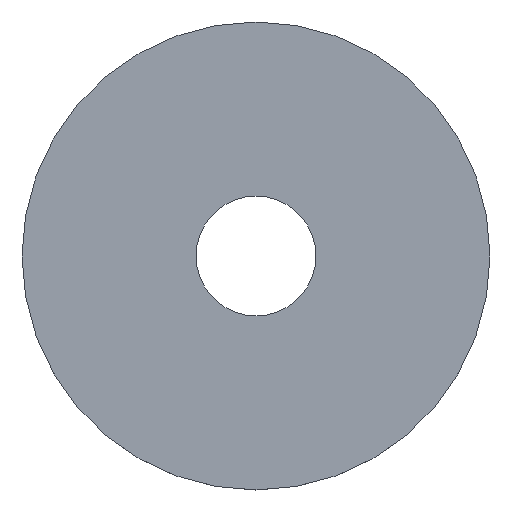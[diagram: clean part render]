
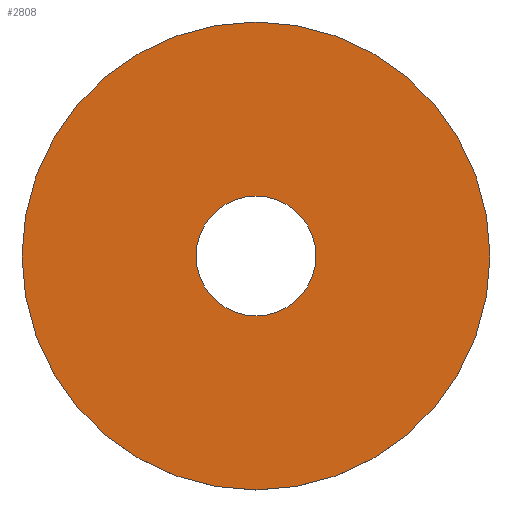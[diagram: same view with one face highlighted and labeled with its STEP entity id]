
A CAD part, top view. The second image highlights one B-rep face of the part: STEP entity #2808.
In plain terms, the highlighted planar face has unit normal (0, 0, 1).
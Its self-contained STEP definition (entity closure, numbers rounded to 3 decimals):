
#314 = VERTEX_POINT ( 'NONE', #6006 ) ;
#472 = CARTESIAN_POINT ( 'NONE',  ( 0., 0., 2.25 ) ) ;
#535 = EDGE_CURVE ( 'NONE', #5281, #1149, #5413, .T. ) ;
#979 = DIRECTION ( 'NONE',  ( 1., 0., 0. ) ) ;
#1149 = VERTEX_POINT ( 'NONE', #2798 ) ;
#1649 = CARTESIAN_POINT ( 'NONE',  ( 0., 0., 2.25 ) ) ;
#1950 = DIRECTION ( 'NONE',  ( 0., 0., 1. ) ) ;
#1984 = CIRCLE ( 'NONE', #4542, 40. ) ;
#2210 = DIRECTION ( 'NONE',  ( 0., 0., 1. ) ) ;
#2488 = CARTESIAN_POINT ( 'NONE',  ( 10.25, 0., 2.25 ) ) ;
#2787 = AXIS2_PLACEMENT_3D ( 'NONE', #1649, #3130, #4046 ) ;
#2798 = CARTESIAN_POINT ( 'NONE',  ( -40., 0., 2.25 ) ) ;
#2808 = ADVANCED_FACE ( 'NONE', ( #3176, #5280 ), #4305, .T. ) ;
#2862 = DIRECTION ( 'NONE',  ( 0., 0., 1. ) ) ;
#3027 = CIRCLE ( 'NONE', #5177, 10.25 ) ;
#3130 = DIRECTION ( 'NONE',  ( 0., 0., 1. ) ) ;
#3176 = FACE_BOUND ( 'NONE', #3862, .T. ) ;
#3186 = EDGE_CURVE ( 'NONE', #5956, #314, #3027, .T. ) ;
#3201 = CARTESIAN_POINT ( 'NONE',  ( 0., 0., 2.25 ) ) ;
#3458 = AXIS2_PLACEMENT_3D ( 'NONE', #3201, #2210, #5561 ) ;
#3847 = CARTESIAN_POINT ( 'NONE',  ( 0., 0., 2.25 ) ) ;
#3862 = EDGE_LOOP ( 'NONE', ( #6107, #4601 ) ) ;
#3950 = EDGE_CURVE ( 'NONE', #1149, #5281, #1984, .T. ) ;
#4046 = DIRECTION ( 'NONE',  ( 1., 0., 0. ) ) ;
#4261 = DIRECTION ( 'NONE',  ( 0., 0., 1. ) ) ;
#4305 = PLANE ( 'NONE',  #4531 ) ;
#4473 = EDGE_CURVE ( 'NONE', #314, #5956, #4833, .T. ) ;
#4531 = AXIS2_PLACEMENT_3D ( 'NONE', #3847, #4261, #6202 ) ;
#4542 = AXIS2_PLACEMENT_3D ( 'NONE', #472, #1950, #5298 ) ;
#4601 = ORIENTED_EDGE ( 'NONE', *, *, #3186, .F. ) ;
#4833 = CIRCLE ( 'NONE', #3458, 10.25 ) ;
#4878 = CARTESIAN_POINT ( 'NONE',  ( 40., 0., 2.25 ) ) ;
#5177 = AXIS2_PLACEMENT_3D ( 'NONE', #5732, #2862, #979 ) ;
#5280 = FACE_OUTER_BOUND ( 'NONE', #6190, .T. ) ;
#5281 = VERTEX_POINT ( 'NONE', #4878 ) ;
#5291 = ORIENTED_EDGE ( 'NONE', *, *, #535, .T. ) ;
#5298 = DIRECTION ( 'NONE',  ( 1., 0., 0. ) ) ;
#5413 = CIRCLE ( 'NONE', #2787, 40. ) ;
#5561 = DIRECTION ( 'NONE',  ( 1., 0., 0. ) ) ;
#5732 = CARTESIAN_POINT ( 'NONE',  ( 0., 0., 2.25 ) ) ;
#5812 = ORIENTED_EDGE ( 'NONE', *, *, #3950, .T. ) ;
#5956 = VERTEX_POINT ( 'NONE', #2488 ) ;
#6006 = CARTESIAN_POINT ( 'NONE',  ( -10.25, 0., 2.25 ) ) ;
#6107 = ORIENTED_EDGE ( 'NONE', *, *, #4473, .F. ) ;
#6190 = EDGE_LOOP ( 'NONE', ( #5812, #5291 ) ) ;
#6202 = DIRECTION ( 'NONE',  ( 1., 0., 0. ) ) ;
